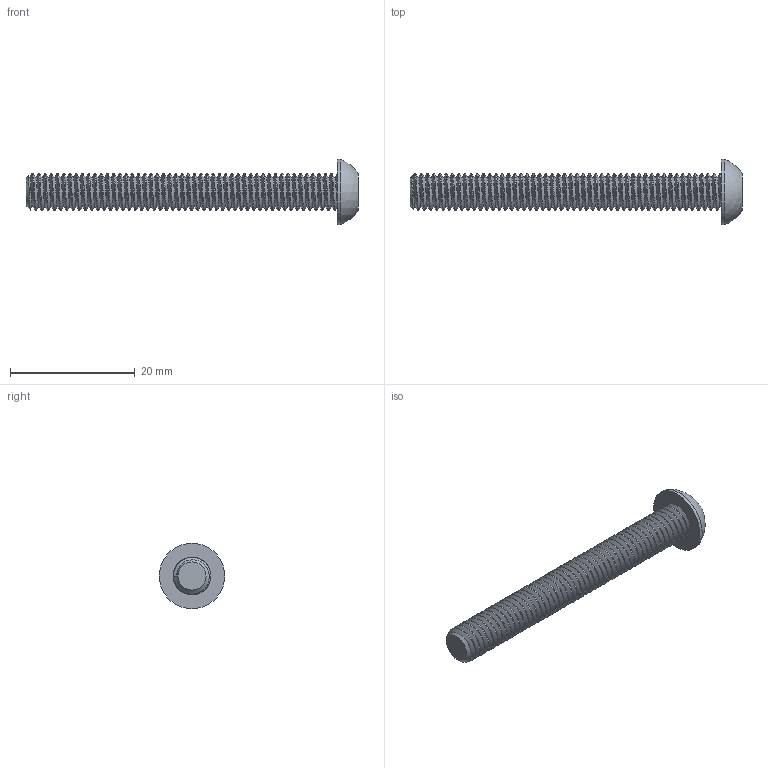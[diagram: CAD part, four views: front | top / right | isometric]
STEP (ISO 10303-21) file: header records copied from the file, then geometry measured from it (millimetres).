
FILE_DESCRIPTION(/* description */ (''),/* implementation_level */ '2;1');
FILE_NAME(/* name */ 'M6x50BHCS-0 v1.step',/* time_stamp */ '2020-09-15T08:14:55-04:00',/* author */ (''),/* organization */ (''),/* preprocessor_version */ 'ST-DEVELOPER v18.1',/* originating_system */ 'Autodesk Translation Framework v9.3.0.1241',/* authorisation */ '');
FILE_SCHEMA (('AUTOMOTIVE_DESIGN { 1 0 10303 214 3 1 1 }'));
Length unit declared in the file: millimetre
Products named in the file (2): M6x50BHCS-0; 92095A252
Assembly tree (1 placements, depth 2):
  M6x50BHCS-0
    92095A252
Bounding box: 53.3 x 10.5 x 10.5 mm (x, y, z)
Volume: 1306.1 mm3; surface area: 1773.7 mm2
Topology: 1 solids, 1 shells, 128 faces, 356 edges, 233 vertices
Faces by surface type: cylinder 106, plane 12, cone 7, bspline 2, sphere 1
Full cylindrical faces by diameter (mm): 4.701 x50, 6 x49, 10.5 x1
Entity records: 11964 total; most frequent: CARTESIAN_POINT 9173, ORIENTED_EDGE 712, DIRECTION 410, EDGE_CURVE 356, VERTEX_POINT 233, AXIS2_PLACEMENT_3D 143, EDGE_LOOP 131, FACE_OUTER_BOUND 128
